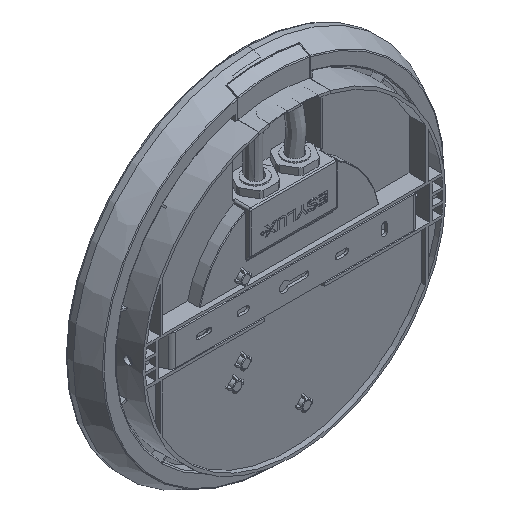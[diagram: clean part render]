
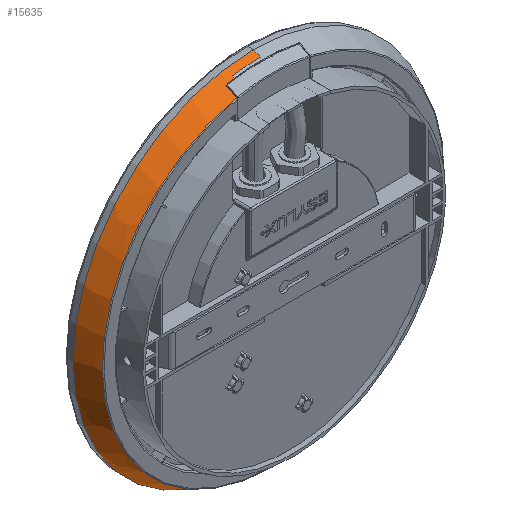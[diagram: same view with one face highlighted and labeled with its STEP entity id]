
A CAD part, isometric view. The second image highlights one B-rep face of the part: STEP entity #15635.
In plain terms, the highlighted free-form (B-spline) face has degree [3, 3] with [4, 4] control points.
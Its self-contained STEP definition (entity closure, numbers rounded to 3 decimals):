
#553=(
BOUNDED_SURFACE()
B_SPLINE_SURFACE(3,3,((#196114,#196115,#196116,#196117),(#196118,#196119,
#196120,#196121),(#196122,#196123,#196124,#196125),(#196126,#196127,#196128,
#196129)),.UNSPECIFIED.,.F.,.F.,.F.)
B_SPLINE_SURFACE_WITH_KNOTS((4,4),(4,4),(0.,1.),(0.,1.),.UNSPECIFIED.)
GEOMETRIC_REPRESENTATION_ITEM()
RATIONAL_B_SPLINE_SURFACE(((1.,0.333,0.333,1.),
(0.997,0.332,0.332,0.997),
(0.997,0.332,0.332,0.997),
(1.,0.333,0.333,1.)))
REPRESENTATION_ITEM('')
SURFACE()
);
#937=B_SPLINE_CURVE_WITH_KNOTS('',3,(#196032,#196033,#196034,#196035,#196036,
#196037),.UNSPECIFIED.,.F.,.F.,(4,1,1,4),(0.,0.333,0.667,
1.),.UNSPECIFIED.);
#938=B_SPLINE_CURVE_WITH_KNOTS('',3,(#196087,#196088,#196089,#196090,#196091),
 .UNSPECIFIED.,.F.,.F.,(4,1,4),(0.,0.5,1.),.UNSPECIFIED.);
#939=B_SPLINE_CURVE_WITH_KNOTS('',3,(#196099,#196100,#196101,#196102,#196103),
 .UNSPECIFIED.,.F.,.F.,(4,1,4),(0.,0.5,1.),.UNSPECIFIED.);
#940=B_SPLINE_CURVE_WITH_KNOTS('',3,(#196105,#196106,#196107,#196108,#196109,
#196110),.UNSPECIFIED.,.F.,.F.,(4,1,1,4),(0.,0.333,0.667,
1.),.UNSPECIFIED.);
#9023=FACE_OUTER_BOUND('',#30935,.T.);
#15635=ADVANCED_FACE('',(#9023),#553,.T.);
#25228=CIRCLE('',#134623,150.);
#25775=CIRCLE('',#135690,147.59);
#25776=CIRCLE('',#135691,100.);
#25777=CIRCLE('',#135692,100.);
#25778=CIRCLE('',#135693,142.21);
#25779=CIRCLE('',#135694,146.82);
#30935=EDGE_LOOP('',(#51811,#51812,#51813,#51814,#51815,#51816,#51817,#51818,
#51819,#51820));
#51811=ORIENTED_EDGE('',*,*,#93179,.T.);
#51812=ORIENTED_EDGE('',*,*,#93180,.F.);
#51813=ORIENTED_EDGE('',*,*,#93181,.F.);
#51814=ORIENTED_EDGE('',*,*,#90661,.T.);
#51815=ORIENTED_EDGE('',*,*,#93182,.T.);
#51816=ORIENTED_EDGE('',*,*,#93183,.T.);
#51817=ORIENTED_EDGE('',*,*,#93184,.T.);
#51818=ORIENTED_EDGE('',*,*,#93185,.T.);
#51819=ORIENTED_EDGE('',*,*,#93178,.T.);
#51820=ORIENTED_EDGE('',*,*,#93186,.F.);
#76215=VERTEX_POINT('',#188398);
#76216=VERTEX_POINT('',#188399);
#78187=VERTEX_POINT('',#195897);
#78192=VERTEX_POINT('',#196031);
#78193=VERTEX_POINT('',#196092);
#78194=VERTEX_POINT('',#196093);
#78195=VERTEX_POINT('',#196095);
#78196=VERTEX_POINT('',#196098);
#78197=VERTEX_POINT('',#196104);
#78198=VERTEX_POINT('',#196111);
#90661=EDGE_CURVE('',#76215,#76216,#25228,.T.);
#93178=EDGE_CURVE('',#78187,#78192,#937,.T.);
#93179=EDGE_CURVE('',#78193,#78194,#938,.T.);
#93180=EDGE_CURVE('',#78195,#78194,#25775,.T.);
#93181=EDGE_CURVE('',#76215,#78195,#25776,.T.);
#93182=EDGE_CURVE('',#76216,#78196,#25777,.T.);
#93183=EDGE_CURVE('',#78196,#78197,#939,.T.);
#93184=EDGE_CURVE('',#78197,#78198,#940,.T.);
#93185=EDGE_CURVE('',#78198,#78187,#25778,.T.);
#93186=EDGE_CURVE('',#78193,#78192,#25779,.T.);
#134623=AXIS2_PLACEMENT_3D('',#188397,#152648,#152649);
#135690=AXIS2_PLACEMENT_3D('',#196094,#156503,#156504);
#135691=AXIS2_PLACEMENT_3D('',#196096,#156505,#156506);
#135692=AXIS2_PLACEMENT_3D('',#196097,#156507,#156508);
#135693=AXIS2_PLACEMENT_3D('',#196112,#156509,#156510);
#135694=AXIS2_PLACEMENT_3D('',#196113,#156511,#156512);
#152648=DIRECTION('',(0.,-1.,0.));
#152649=DIRECTION('',(0.,0.,1.));
#156503=DIRECTION('',(0.,-1.,0.));
#156504=DIRECTION('',(0.,0.,1.));
#156505=DIRECTION('',(1.,0.,0.));
#156506=DIRECTION('',(0.,-0.342,0.94));
#156507=DIRECTION('',(-1.,0.,0.));
#156508=DIRECTION('',(0.,-0.342,-0.94));
#156509=DIRECTION('',(0.,1.,0.));
#156510=DIRECTION('',(-0.005,0.,-1.));
#156511=DIRECTION('',(0.,-1.,0.));
#156512=DIRECTION('',(-0.16,0.,0.987));
#188397=CARTESIAN_POINT('',(0.,0.,0.));
#188398=CARTESIAN_POINT('',(0.,0.,150.));
#188399=CARTESIAN_POINT('',(0.,0.,-150.));
#195897=CARTESIAN_POINT('',(-30.593,-16.508,138.88));
#196031=CARTESIAN_POINT('',(-30.595,-7.71,143.597));
#196032=CARTESIAN_POINT('',(-30.593,-16.508,138.88));
#196033=CARTESIAN_POINT('',(-30.593,-15.556,139.454));
#196034=CARTESIAN_POINT('',(-30.593,-13.635,140.569));
#196035=CARTESIAN_POINT('',(-30.594,-10.701,142.141));
#196036=CARTESIAN_POINT('',(-30.594,-8.712,143.123));
#196037=CARTESIAN_POINT('',(-30.595,-7.71,143.597));
#196087=CARTESIAN_POINT('',(-23.5,-7.71,144.927));
#196088=CARTESIAN_POINT('',(-23.5,-7.426,145.06));
#196089=CARTESIAN_POINT('',(-23.5,-6.857,145.323));
#196090=CARTESIAN_POINT('',(-23.5,-6.286,145.58));
#196091=CARTESIAN_POINT('',(-23.5,-6.,145.708));
#196092=CARTESIAN_POINT('',(-23.5,-7.71,144.927));
#196093=CARTESIAN_POINT('',(-23.5,-6.,145.708));
#196094=CARTESIAN_POINT('',(0.,-6.,0.));
#196095=CARTESIAN_POINT('',(0.,-6.,147.59));
#196096=CARTESIAN_POINT('',(0.,34.247,56.047));
#196097=CARTESIAN_POINT('',(0.,34.247,-56.047));
#196098=CARTESIAN_POINT('',(0.,-10.454,-145.5));
#196099=CARTESIAN_POINT('',(0.,-10.454,-145.5));
#196100=CARTESIAN_POINT('',(-0.125,-10.454,-145.5));
#196101=CARTESIAN_POINT('',(-0.375,-10.454,-145.5));
#196102=CARTESIAN_POINT('',(-0.625,-10.452,-145.5));
#196103=CARTESIAN_POINT('',(-0.75,-10.45,-145.5));
#196104=CARTESIAN_POINT('',(-0.75,-10.45,-145.5));
#196105=CARTESIAN_POINT('',(-0.75,-10.45,-145.5));
#196106=CARTESIAN_POINT('',(-0.75,-11.136,-145.158));
#196107=CARTESIAN_POINT('',(-0.75,-12.498,-144.457));
#196108=CARTESIAN_POINT('',(-0.75,-14.518,-143.359));
#196109=CARTESIAN_POINT('',(-0.75,-15.847,-142.597));
#196110=CARTESIAN_POINT('',(-0.75,-16.508,-142.208));
#196111=CARTESIAN_POINT('',(-0.75,-16.508,-142.208));
#196112=CARTESIAN_POINT('',(0.,-16.508,0.));
#196113=CARTESIAN_POINT('',(0.,-7.71,0.));
#196114=CARTESIAN_POINT('',(0.,-16.508,142.21));
#196115=CARTESIAN_POINT('',(-284.419,-16.508,142.21));
#196116=CARTESIAN_POINT('',(-284.419,-16.508,-142.21));
#196117=CARTESIAN_POINT('',(0.,-16.508,-142.21));
#196118=CARTESIAN_POINT('',(0.,-11.25,145.306));
#196119=CARTESIAN_POINT('',(-290.613,-11.25,145.306));
#196120=CARTESIAN_POINT('',(-290.613,-11.25,-145.306));
#196121=CARTESIAN_POINT('',(0.,-11.25,-145.306));
#196122=CARTESIAN_POINT('',(0.,-5.732,147.91));
#196123=CARTESIAN_POINT('',(-295.821,-5.732,147.91));
#196124=CARTESIAN_POINT('',(-295.821,-5.732,-147.91));
#196125=CARTESIAN_POINT('',(0.,-5.732,-147.91));
#196126=CARTESIAN_POINT('',(0.,0.,150.));
#196127=CARTESIAN_POINT('',(-300.,0.,150.));
#196128=CARTESIAN_POINT('',(-300.,0.,-150.));
#196129=CARTESIAN_POINT('',(0.,0.,-150.));
